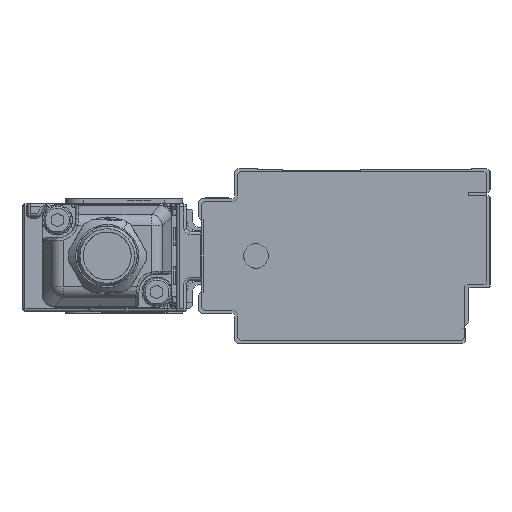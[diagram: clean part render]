
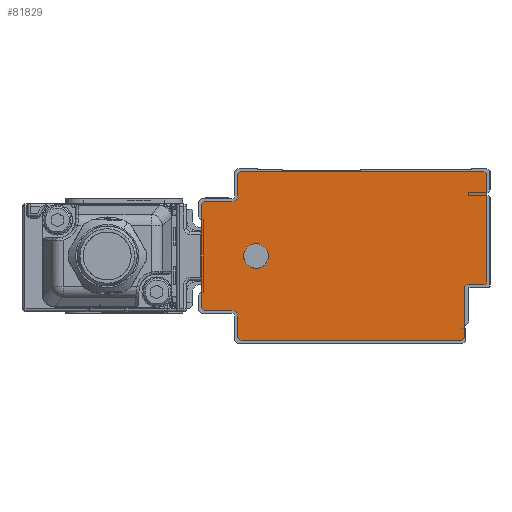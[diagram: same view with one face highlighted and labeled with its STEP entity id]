
A CAD part, left-side view. The second image highlights one B-rep face of the part: STEP entity #81829.
In plain terms, the highlighted planar face has unit normal (-1, 0, 0).
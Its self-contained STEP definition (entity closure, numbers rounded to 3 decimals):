
#80205=AXIS2_PLACEMENT_3D('Circle Axis2P3D',#80203,#80204,$) ;
#80243=AXIS2_PLACEMENT_3D('Circle Axis2P3D',#80241,#80242,$) ;
#80281=AXIS2_PLACEMENT_3D('Circle Axis2P3D',#80279,#80280,$) ;
#80319=AXIS2_PLACEMENT_3D('Circle Axis2P3D',#80317,#80318,$) ;
#81712=AXIS2_PLACEMENT_3D('Plane Axis2P3D',#81709,#81710,#81711) ;
#81716=AXIS2_PLACEMENT_3D('Circle Axis2P3D',#81714,#81715,$) ;
#81730=AXIS2_PLACEMENT_3D('Circle Axis2P3D',#81728,#81729,$) ;
#81744=AXIS2_PLACEMENT_3D('Circle Axis2P3D',#81742,#81743,$) ;
#81758=AXIS2_PLACEMENT_3D('Circle Axis2P3D',#81756,#81757,$) ;
#81772=AXIS2_PLACEMENT_3D('Circle Axis2P3D',#81770,#81771,$) ;
#81786=AXIS2_PLACEMENT_3D('Circle Axis2P3D',#81784,#81785,$) ;
#81813=AXIS2_PLACEMENT_3D('Circle Axis2P3D',#81811,#81812,$) ;
#81822=AXIS2_PLACEMENT_3D('Circle Axis2P3D',#81820,#81821,$) ;
#80161=CARTESIAN_POINT('Line Origine',(-875.5,44.,14.5)) ;
#80165=CARTESIAN_POINT('Vertex',(-875.5,44.,6.)) ;
#80167=CARTESIAN_POINT('Vertex',(-875.5,44.,23.)) ;
#80203=CARTESIAN_POINT('Axis2P3D Location',(-875.5,43.5,23.)) ;
#80207=CARTESIAN_POINT('Vertex',(-875.5,43.5,23.5)) ;
#80222=CARTESIAN_POINT('Line Origine',(-875.5,41.25,23.5)) ;
#80226=CARTESIAN_POINT('Vertex',(-875.5,39.,23.5)) ;
#80241=CARTESIAN_POINT('Axis2P3D Location',(-875.5,39.,24.5)) ;
#80245=CARTESIAN_POINT('Vertex',(-875.5,38.,24.5)) ;
#80260=CARTESIAN_POINT('Line Origine',(-875.5,38.,26.25)) ;
#80264=CARTESIAN_POINT('Vertex',(-875.5,38.,28.)) ;
#80279=CARTESIAN_POINT('Axis2P3D Location',(-875.5,37.5,28.)) ;
#80283=CARTESIAN_POINT('Vertex',(-875.5,37.5,28.5)) ;
#80298=CARTESIAN_POINT('Line Origine',(-875.5,17.25,28.5)) ;
#80302=CARTESIAN_POINT('Vertex',(-875.5,-3.,28.5)) ;
#80317=CARTESIAN_POINT('Axis2P3D Location',(-875.5,-3.,28.)) ;
#80321=CARTESIAN_POINT('Vertex',(-875.5,-3.5,28.)) ;
#80336=CARTESIAN_POINT('Line Origine',(-875.5,-3.5,19.1)) ;
#80340=CARTESIAN_POINT('Vertex',(-875.5,-3.5,10.2)) ;
#81709=CARTESIAN_POINT('Axis2P3D Location',(-875.5,0.,0.)) ;
#81714=CARTESIAN_POINT('Axis2P3D Location',(-875.5,43.5,6.)) ;
#81718=CARTESIAN_POINT('Vertex',(-875.5,43.5,5.5)) ;
#81721=CARTESIAN_POINT('Line Origine',(-875.5,41.25,5.5)) ;
#81725=CARTESIAN_POINT('Vertex',(-875.5,39.,5.5)) ;
#81728=CARTESIAN_POINT('Axis2P3D Location',(-875.5,39.,4.5)) ;
#81732=CARTESIAN_POINT('Vertex',(-875.5,38.,4.5)) ;
#81735=CARTESIAN_POINT('Line Origine',(-875.5,38.,2.75)) ;
#81739=CARTESIAN_POINT('Vertex',(-875.5,38.,1.)) ;
#81742=CARTESIAN_POINT('Axis2P3D Location',(-875.5,37.5,1.)) ;
#81746=CARTESIAN_POINT('Vertex',(-875.5,37.5,0.5)) ;
#81749=CARTESIAN_POINT('Line Origine',(-875.5,19.15,0.5)) ;
#81753=CARTESIAN_POINT('Vertex',(-875.5,0.8,0.5)) ;
#81756=CARTESIAN_POINT('Axis2P3D Location',(-875.5,0.8,1.)) ;
#81760=CARTESIAN_POINT('Vertex',(-875.5,0.3,1.)) ;
#81763=CARTESIAN_POINT('Line Origine',(-875.5,0.3,5.1)) ;
#81767=CARTESIAN_POINT('Vertex',(-875.5,0.3,9.2)) ;
#81770=CARTESIAN_POINT('Axis2P3D Location',(-875.5,-0.2,9.2)) ;
#81774=CARTESIAN_POINT('Vertex',(-875.5,-0.2,9.7)) ;
#81777=CARTESIAN_POINT('Line Origine',(-875.5,-1.6,9.7)) ;
#81781=CARTESIAN_POINT('Vertex',(-875.5,-3.,9.7)) ;
#81784=CARTESIAN_POINT('Axis2P3D Location',(-875.5,-3.,10.2)) ;
#81811=CARTESIAN_POINT('Axis2P3D Location',(-875.5,35.,14.5)) ;
#81815=CARTESIAN_POINT('Vertex',(-875.5,33.186,13.509)) ;
#81817=CARTESIAN_POINT('Vertex',(-875.5,36.814,15.491)) ;
#81820=CARTESIAN_POINT('Axis2P3D Location',(-875.5,35.,14.5)) ;
#80162=DIRECTION('Vector Direction',(0.,0.,1.)) ;
#80204=DIRECTION('Axis2P3D Direction',(1.,0.,0.)) ;
#80223=DIRECTION('Vector Direction',(0.,1.,0.)) ;
#80242=DIRECTION('Axis2P3D Direction',(1.,0.,0.)) ;
#80261=DIRECTION('Vector Direction',(0.,0.,1.)) ;
#80280=DIRECTION('Axis2P3D Direction',(1.,0.,0.)) ;
#80299=DIRECTION('Vector Direction',(0.,1.,0.)) ;
#80318=DIRECTION('Axis2P3D Direction',(1.,0.,-0.)) ;
#80337=DIRECTION('Vector Direction',(0.,0.,-1.)) ;
#81710=DIRECTION('Axis2P3D Direction',(1.,0.,0.)) ;
#81711=DIRECTION('Axis2P3D XDirection',(0.,1.,0.)) ;
#81715=DIRECTION('Axis2P3D Direction',(1.,0.,0.)) ;
#81722=DIRECTION('Vector Direction',(0.,-1.,0.)) ;
#81729=DIRECTION('Axis2P3D Direction',(1.,0.,0.)) ;
#81736=DIRECTION('Vector Direction',(0.,0.,1.)) ;
#81743=DIRECTION('Axis2P3D Direction',(1.,0.,0.)) ;
#81750=DIRECTION('Vector Direction',(0.,-1.,0.)) ;
#81757=DIRECTION('Axis2P3D Direction',(1.,0.,0.)) ;
#81764=DIRECTION('Vector Direction',(0.,0.,-1.)) ;
#81771=DIRECTION('Axis2P3D Direction',(1.,0.,0.)) ;
#81778=DIRECTION('Vector Direction',(0.,1.,0.)) ;
#81785=DIRECTION('Axis2P3D Direction',(1.,0.,0.)) ;
#81812=DIRECTION('Axis2P3D Direction',(1.,0.,0.)) ;
#81821=DIRECTION('Axis2P3D Direction',(1.,0.,0.)) ;
#80163=VECTOR('Line Direction',#80162,1.) ;
#80224=VECTOR('Line Direction',#80223,1.) ;
#80262=VECTOR('Line Direction',#80261,1.) ;
#80300=VECTOR('Line Direction',#80299,1.) ;
#80338=VECTOR('Line Direction',#80337,1.) ;
#81723=VECTOR('Line Direction',#81722,1.) ;
#81737=VECTOR('Line Direction',#81736,1.) ;
#81751=VECTOR('Line Direction',#81750,1.) ;
#81765=VECTOR('Line Direction',#81764,1.) ;
#81779=VECTOR('Line Direction',#81778,1.) ;
#81790=ORIENTED_EDGE('',*,*,#80304,.F.) ;
#81791=ORIENTED_EDGE('',*,*,#80285,.F.) ;
#81792=ORIENTED_EDGE('',*,*,#80266,.F.) ;
#81793=ORIENTED_EDGE('',*,*,#80247,.F.) ;
#81794=ORIENTED_EDGE('',*,*,#80228,.F.) ;
#81795=ORIENTED_EDGE('',*,*,#80209,.F.) ;
#81796=ORIENTED_EDGE('',*,*,#80169,.F.) ;
#81797=ORIENTED_EDGE('',*,*,#81720,.F.) ;
#81798=ORIENTED_EDGE('',*,*,#81727,.F.) ;
#81799=ORIENTED_EDGE('',*,*,#81734,.F.) ;
#81800=ORIENTED_EDGE('',*,*,#81741,.F.) ;
#81801=ORIENTED_EDGE('',*,*,#81748,.F.) ;
#81802=ORIENTED_EDGE('',*,*,#81755,.F.) ;
#81803=ORIENTED_EDGE('',*,*,#81762,.F.) ;
#81804=ORIENTED_EDGE('',*,*,#81769,.F.) ;
#81805=ORIENTED_EDGE('',*,*,#81776,.F.) ;
#81806=ORIENTED_EDGE('',*,*,#81783,.F.) ;
#81807=ORIENTED_EDGE('',*,*,#81788,.F.) ;
#81808=ORIENTED_EDGE('',*,*,#80342,.F.) ;
#81809=ORIENTED_EDGE('',*,*,#80323,.F.) ;
#81826=ORIENTED_EDGE('',*,*,#81819,.T.) ;
#81827=ORIENTED_EDGE('',*,*,#81824,.T.) ;
#81828=FACE_BOUND('',#81825,.T.) ;
#81829=ADVANCED_FACE('\X2\FF8EFF9EFF83FF9EFF68FF70\X0\.2',(#81810,#81828),#81713,.F.) ;
#80206=CIRCLE('generated circle',#80205,0.5) ;
#80244=CIRCLE('generated circle',#80243,1.) ;
#80282=CIRCLE('generated circle',#80281,0.5) ;
#80320=CIRCLE('generated circle',#80319,0.5) ;
#81717=CIRCLE('generated circle',#81716,0.5) ;
#81731=CIRCLE('generated circle',#81730,1.) ;
#81745=CIRCLE('generated circle',#81744,0.5) ;
#81759=CIRCLE('generated circle',#81758,0.5) ;
#81773=CIRCLE('generated circle',#81772,0.5) ;
#81787=CIRCLE('generated circle',#81786,0.5) ;
#81814=CIRCLE('generated circle',#81813,2.067) ;
#81823=CIRCLE('generated circle',#81822,2.067) ;
#80169=EDGE_CURVE('',#80166,#80168,#80164,.T.) ;
#80209=EDGE_CURVE('',#80168,#80208,#80206,.T.) ;
#80228=EDGE_CURVE('',#80208,#80227,#80225,.F.) ;
#80247=EDGE_CURVE('',#80227,#80246,#80244,.F.) ;
#80266=EDGE_CURVE('',#80246,#80265,#80263,.T.) ;
#80285=EDGE_CURVE('',#80265,#80284,#80282,.T.) ;
#80304=EDGE_CURVE('',#80284,#80303,#80301,.F.) ;
#80323=EDGE_CURVE('',#80303,#80322,#80320,.T.) ;
#80342=EDGE_CURVE('',#80322,#80341,#80339,.T.) ;
#81720=EDGE_CURVE('',#81719,#80166,#81717,.T.) ;
#81727=EDGE_CURVE('',#81726,#81719,#81724,.F.) ;
#81734=EDGE_CURVE('',#81733,#81726,#81731,.F.) ;
#81741=EDGE_CURVE('',#81740,#81733,#81738,.T.) ;
#81748=EDGE_CURVE('',#81747,#81740,#81745,.T.) ;
#81755=EDGE_CURVE('',#81754,#81747,#81752,.F.) ;
#81762=EDGE_CURVE('',#81761,#81754,#81759,.T.) ;
#81769=EDGE_CURVE('',#81768,#81761,#81766,.T.) ;
#81776=EDGE_CURVE('',#81775,#81768,#81773,.F.) ;
#81783=EDGE_CURVE('',#81782,#81775,#81780,.T.) ;
#81788=EDGE_CURVE('',#80341,#81782,#81787,.T.) ;
#81819=EDGE_CURVE('',#81816,#81818,#81814,.T.) ;
#81824=EDGE_CURVE('',#81818,#81816,#81823,.T.) ;
#81789=EDGE_LOOP('',(#81790,#81791,#81792,#81793,#81794,#81795,#81796,#81797,#81798,#81799,#81800,#81801,#81802,#81803,#81804,#81805,#81806,#81807,#81808,#81809)) ;
#81825=EDGE_LOOP('',(#81826,#81827)) ;
#81810=FACE_OUTER_BOUND('',#81789,.T.) ;
#80164=LINE('Line',#80161,#80163) ;
#80225=LINE('Line',#80222,#80224) ;
#80263=LINE('Line',#80260,#80262) ;
#80301=LINE('Line',#80298,#80300) ;
#80339=LINE('Line',#80336,#80338) ;
#81724=LINE('Line',#81721,#81723) ;
#81738=LINE('Line',#81735,#81737) ;
#81752=LINE('Line',#81749,#81751) ;
#81766=LINE('Line',#81763,#81765) ;
#81780=LINE('Line',#81777,#81779) ;
#81713=PLANE('Plane',#81712) ;
#80166=VERTEX_POINT('',#80165) ;
#80168=VERTEX_POINT('',#80167) ;
#80208=VERTEX_POINT('',#80207) ;
#80227=VERTEX_POINT('',#80226) ;
#80246=VERTEX_POINT('',#80245) ;
#80265=VERTEX_POINT('',#80264) ;
#80284=VERTEX_POINT('',#80283) ;
#80303=VERTEX_POINT('',#80302) ;
#80322=VERTEX_POINT('',#80321) ;
#80341=VERTEX_POINT('',#80340) ;
#81719=VERTEX_POINT('',#81718) ;
#81726=VERTEX_POINT('',#81725) ;
#81733=VERTEX_POINT('',#81732) ;
#81740=VERTEX_POINT('',#81739) ;
#81747=VERTEX_POINT('',#81746) ;
#81754=VERTEX_POINT('',#81753) ;
#81761=VERTEX_POINT('',#81760) ;
#81768=VERTEX_POINT('',#81767) ;
#81775=VERTEX_POINT('',#81774) ;
#81782=VERTEX_POINT('',#81781) ;
#81816=VERTEX_POINT('',#81815) ;
#81818=VERTEX_POINT('',#81817) ;
